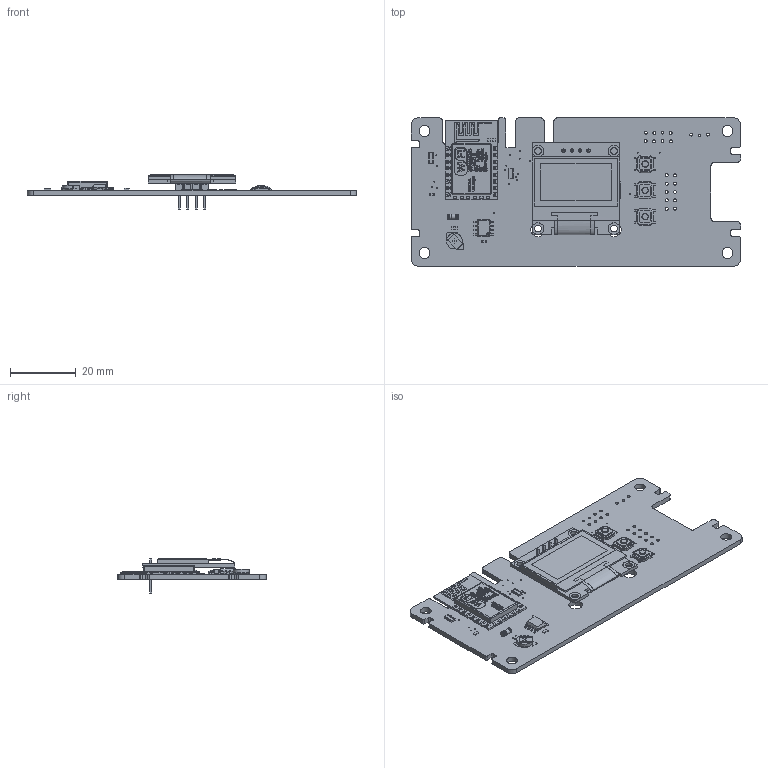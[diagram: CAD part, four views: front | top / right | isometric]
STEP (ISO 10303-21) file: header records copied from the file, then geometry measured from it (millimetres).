
FILE_DESCRIPTION(/* description */ (''),/* implementation_level */ '2;1');
FILE_NAME(/* name */ 'os32_master v3.step',/* time_stamp */ '2020-03-31T23:39:26+01:00',/* author */ (''),/* organization */ (''),/* preprocessor_version */ 'ST-DEVELOPER v18',/* originating_system */ 'Autodesk Translation Framework v8.12.0.6',/* authorisation */ '');
FILE_SCHEMA (('AUTOMOTIVE_DESIGN { 1 0 10303 214 3 1 1 }'));
Products named in the file (21): os32_master; PCB Component; Board; XH414; PCF8563; 0.1u; 32.768kHz; SSD1306_OLED_I2CSMD3; BL1117-33; 1X03_LOCK; 100uF; M04X2; FIDUCIAL; GOLDFINGER_2X3; SPST_TACTEVQQ2; 10Kx4; 10K; E2,5-5; M05X2RAF; ESP8266; LL4148
Assembly tree (24 placements, depth 3):
  os32_master
    PCB Component
      Board
      XH414
      PCF8563
      0.1u  x2
      32.768kHz
      SSD1306_OLED_I2CSMD3
      BL1117-33
      1X03_LOCK
      100uF
      M04X2
      FIDUCIAL
      GOLDFINGER_2X3
      SPST_TACTEVQQ2  x3
      10Kx4  x2
      10K
      E2,5-5
      M05X2RAF
      ESP8266
      LL4148
Bounding box: 100 x 45 x 10.85 mm (x, y, z)
Volume: 8214.7 mm3; surface area: 13377.3 mm2
Topology: 28 solids, 28 shells, 2597 faces, 7156 edges, 4738 vertices
Faces by surface type: plane 1794, bspline 443, cylinder 341, torus 10, cone 9
Full cylindrical faces by diameter (mm): 0.305 x24, 0.5 x16, 0.813 x2, 0.85 x11, 0.9 x10, 1 x4, 1.1 x4, 1.524 x3, 1.539 x1, 2 x9, 3.264 x1, 3.3 x4, 3.6 x6, 3.631 x1, 4.2 x2, 4.8 x1
Entity records: 74093 total; most frequent: CARTESIAN_POINT 19212, ORIENTED_EDGE 11736, DIRECTION 9354, EDGE_CURVE 5868, LINE 4408, VECTOR 4408, VERTEX_POINT 3902, AXIS2_PLACEMENT_3D 2473
